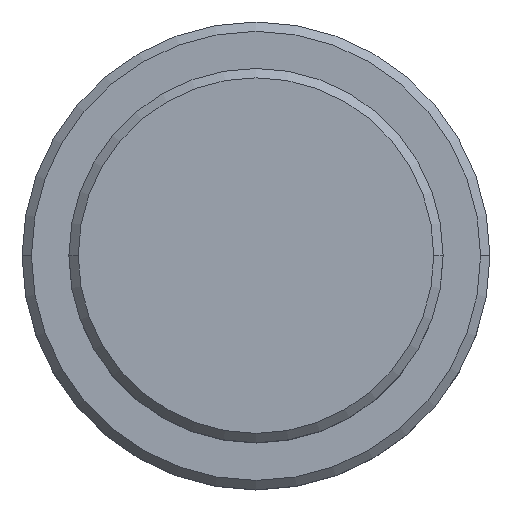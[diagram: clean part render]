
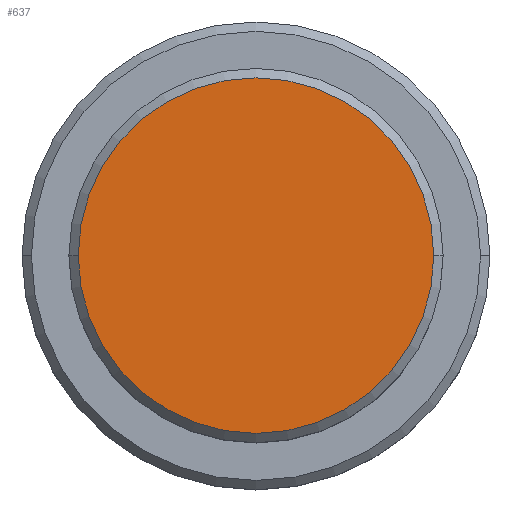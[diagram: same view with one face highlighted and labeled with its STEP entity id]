
A CAD part, top view. The second image highlights one B-rep face of the part: STEP entity #637.
In plain terms, the highlighted planar face has unit normal (0, 0, 1).
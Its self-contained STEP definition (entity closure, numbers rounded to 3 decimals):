
#249 = CARTESIAN_POINT ( 'NONE',  ( 0., 0., 0. ) ) ;
#312 = AXIS2_PLACEMENT_3D ( 'NONE', #249, #1195, #1005 ) ;
#341 = AXIS2_PLACEMENT_3D ( 'NONE', #694, #601, #482 ) ;
#352 = DIRECTION ( 'NONE',  ( 0., 0., 1. ) ) ;
#422 = EDGE_CURVE ( 'NONE', #1169, #849, #703, .T. ) ;
#482 = DIRECTION ( 'NONE',  ( 1., 0., 0. ) ) ;
#601 = DIRECTION ( 'NONE',  ( 0., 0., 1. ) ) ;
#637 = ADVANCED_FACE ( 'NONE', ( #1358 ), #1353, .T. ) ;
#694 = CARTESIAN_POINT ( 'NONE',  ( 0., 0., 0. ) ) ;
#703 = CIRCLE ( 'NONE', #312, 9.5 ) ;
#731 = CARTESIAN_POINT ( 'NONE',  ( -9.5, 0., 0. ) ) ;
#778 = CIRCLE ( 'NONE', #1226, 9.5 ) ;
#849 = VERTEX_POINT ( 'NONE', #731 ) ;
#1005 = DIRECTION ( 'NONE',  ( 1., 0., 0. ) ) ;
#1069 = CARTESIAN_POINT ( 'NONE',  ( 9.5, 0., 0. ) ) ;
#1077 = DIRECTION ( 'NONE',  ( 1., 0., 0. ) ) ;
#1169 = VERTEX_POINT ( 'NONE', #1069 ) ;
#1195 = DIRECTION ( 'NONE',  ( 0., 0., 1. ) ) ;
#1226 = AXIS2_PLACEMENT_3D ( 'NONE', #1319, #352, #1077 ) ;
#1298 = ORIENTED_EDGE ( 'NONE', *, *, #422, .T. ) ;
#1319 = CARTESIAN_POINT ( 'NONE',  ( 0., 0., 0. ) ) ;
#1353 = PLANE ( 'NONE',  #341 ) ;
#1358 = FACE_OUTER_BOUND ( 'NONE', #1404, .T. ) ;
#1388 = ORIENTED_EDGE ( 'NONE', *, *, #1395, .T. ) ;
#1395 = EDGE_CURVE ( 'NONE', #849, #1169, #778, .T. ) ;
#1404 = EDGE_LOOP ( 'NONE', ( #1388, #1298 ) ) ;
